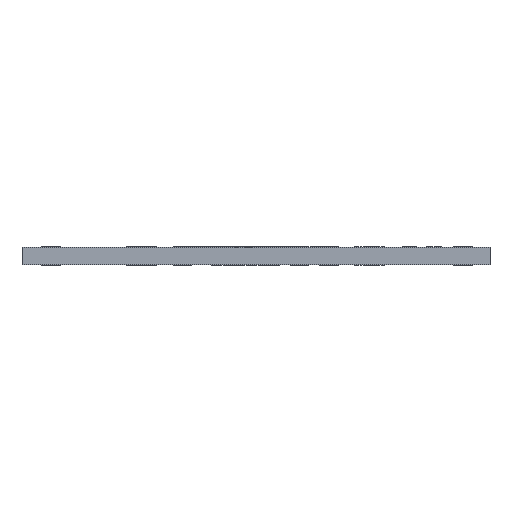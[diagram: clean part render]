
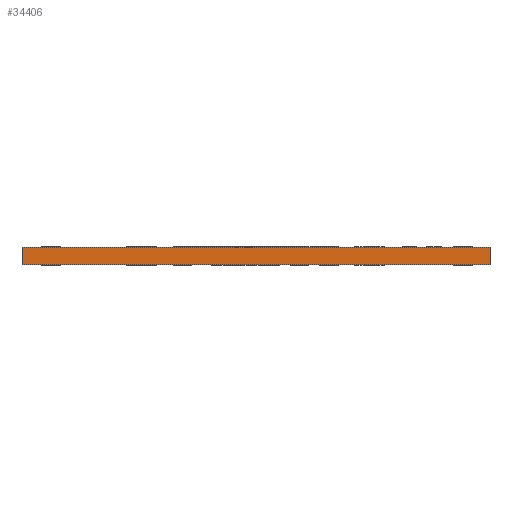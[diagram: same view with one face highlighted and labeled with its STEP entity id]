
A CAD part, front view. The second image highlights one B-rep face of the part: STEP entity #34406.
In plain terms, the highlighted planar face has unit normal (0, -1, 0).
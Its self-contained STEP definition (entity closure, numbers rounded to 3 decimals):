
#34406 = ADVANCED_FACE('',(#34407),#34441,.T.);
#34407 = FACE_BOUND('',#34408,.T.);
#34408 = EDGE_LOOP('',(#34409,#34419,#34427,#34435));
#34409 = ORIENTED_EDGE('',*,*,#34410,.T.);
#34410 = EDGE_CURVE('',#34411,#34413,#34415,.T.);
#34411 = VERTEX_POINT('',#34412);
#34412 = CARTESIAN_POINT('',(105.475,-101.25,0.));
#34413 = VERTEX_POINT('',#34414);
#34414 = CARTESIAN_POINT('',(105.475,-101.25,1.51));
#34415 = LINE('',#34416,#34417);
#34416 = CARTESIAN_POINT('',(105.475,-101.25,0.));
#34417 = VECTOR('',#34418,1.);
#34418 = DIRECTION('',(0.,0.,1.));
#34419 = ORIENTED_EDGE('',*,*,#34420,.T.);
#34420 = EDGE_CURVE('',#34413,#34421,#34423,.T.);
#34421 = VERTEX_POINT('',#34422);
#34422 = CARTESIAN_POINT('',(64.925,-101.25,1.51));
#34423 = LINE('',#34424,#34425);
#34424 = CARTESIAN_POINT('',(105.475,-101.25,1.51));
#34425 = VECTOR('',#34426,1.);
#34426 = DIRECTION('',(-1.,0.,0.));
#34427 = ORIENTED_EDGE('',*,*,#34428,.F.);
#34428 = EDGE_CURVE('',#34429,#34421,#34431,.T.);
#34429 = VERTEX_POINT('',#34430);
#34430 = CARTESIAN_POINT('',(64.925,-101.25,0.));
#34431 = LINE('',#34432,#34433);
#34432 = CARTESIAN_POINT('',(64.925,-101.25,0.));
#34433 = VECTOR('',#34434,1.);
#34434 = DIRECTION('',(0.,0.,1.));
#34435 = ORIENTED_EDGE('',*,*,#34436,.F.);
#34436 = EDGE_CURVE('',#34411,#34429,#34437,.T.);
#34437 = LINE('',#34438,#34439);
#34438 = CARTESIAN_POINT('',(105.475,-101.25,0.));
#34439 = VECTOR('',#34440,1.);
#34440 = DIRECTION('',(-1.,0.,0.));
#34441 = PLANE('',#34442);
#34442 = AXIS2_PLACEMENT_3D('',#34443,#34444,#34445);
#34443 = CARTESIAN_POINT('',(105.475,-101.25,0.));
#34444 = DIRECTION('',(0.,-1.,0.));
#34445 = DIRECTION('',(-1.,0.,0.));
